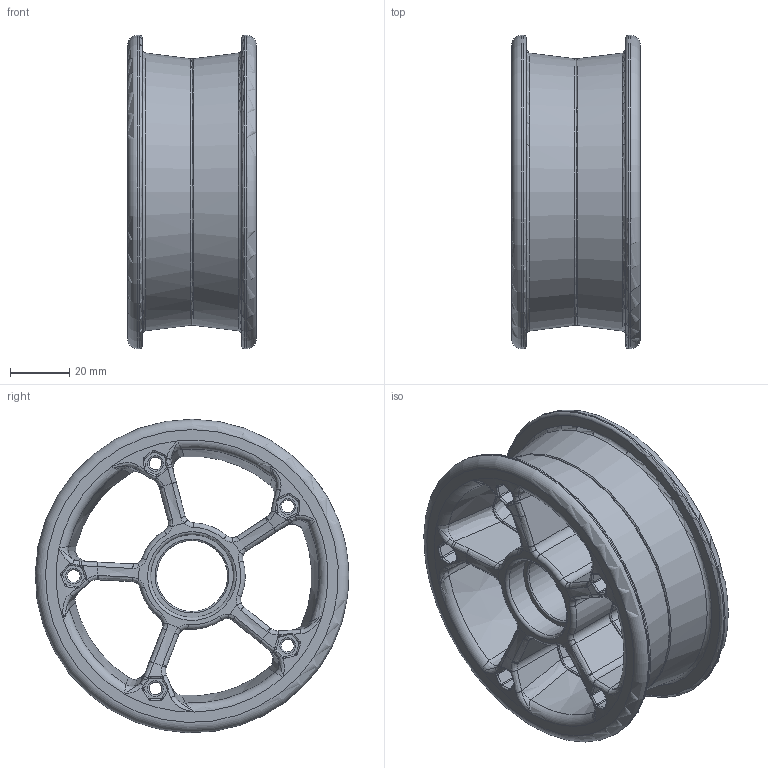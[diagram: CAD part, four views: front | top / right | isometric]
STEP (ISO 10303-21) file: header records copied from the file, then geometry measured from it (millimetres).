
FILE_DESCRIPTION(/* description */ (''),/* implementation_level */ '2;1');
FILE_NAME(/* name */ '1a782e41-ee8e-4808-94a4-d47375de8f20.stp',/* time_stamp */ '2020-04-19T19:04:02+00:00',/* author */ (''),/* organization */ (''),/* preprocessor_version */ 'ST-DEVELOPER v18.1',/* originating_system */ 'Autodesk Translation Framework v9.2.0.1227',/* authorisation */ '');
FILE_SCHEMA (('AUTOMOTIVE_DESIGN { 1 0 10303 214 3 1 1 }'));
Length unit declared in the file: millimetre
Products named in the file (3): Rockstar 2 Hubs; Component1; Component2
Assembly tree (2 placements, depth 2):
  Rockstar 2 Hubs
    Component1
    Component2
Bounding box: 43.6 x 105.99 x 105.97 mm (x, y, z)
Volume: 120365.3 mm3; surface area: 55559.1 mm2
Topology: 2 solids, 2 shells, 712 faces, 1756 edges, 1024 vertices
Faces by surface type: bspline 330, cylinder 146, torus 114, plane 110, cone 12
Full cylindrical faces by diameter (mm): 4.3 x10, 24 x2, 28 x2, 106 x2
Entity records: 29064 total; most frequent: CARTESIAN_POINT 13974, ORIENTED_EDGE 3472, DIRECTION 2650, EDGE_CURVE 1736, AXIS2_PLACEMENT_3D 1166, VERTEX_POINT 1024, CIRCLE 778, EDGE_LOOP 752
